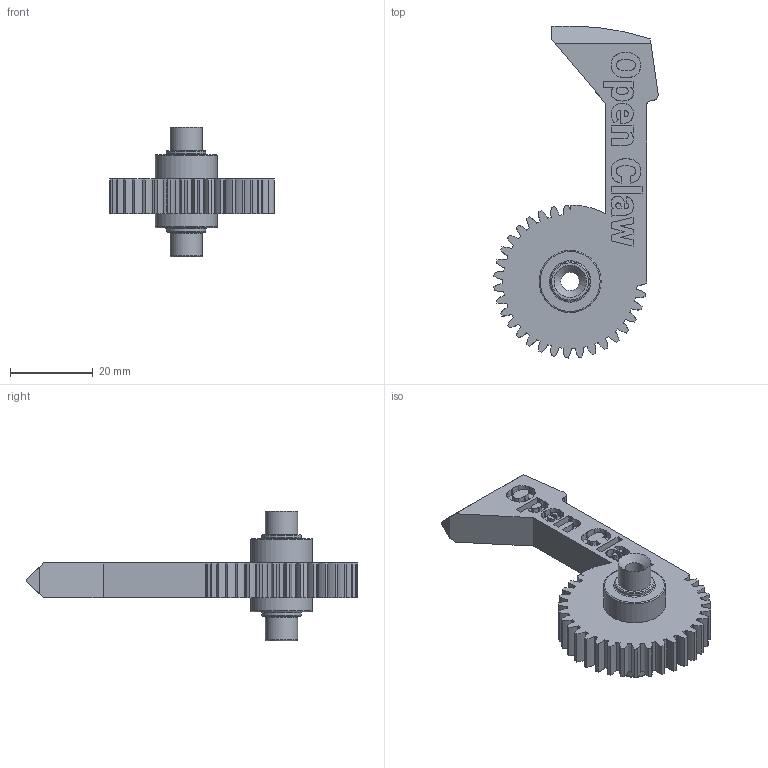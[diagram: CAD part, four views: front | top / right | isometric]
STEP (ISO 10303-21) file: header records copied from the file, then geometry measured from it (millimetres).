
FILE_DESCRIPTION(('FreeCAD Model'),'2;1');
FILE_NAME('Open CASCADE Shape Model','2024-11-07T14:43:31',(''),(''), 'Open CASCADE STEP processor 7.8','FreeCAD','Unknown');
FILE_SCHEMA(('AUTOMOTIVE_DESIGN { 1 0 10303 214 1 1 1 1 }'));
Length unit declared in the file: millimetre
Products named in the file (1): Claw Pincher Passive
Bounding box: 39.75 x 80.31 x 31.4 mm (x, y, z)
Volume: 14966.6 mm3; surface area: 7431.1 mm2
Topology: 1 solids, 1 shells, 350 faces, 991 edges, 660 vertices
Faces by surface type: extrusion 243, plane 85, cylinder 13, torus 8, cone 1
Full cylindrical faces by diameter (mm): 4.5 x2, 7.8 x2, 9.5 x2, 15 x2
Entity records: 14373 total; most frequent: CARTESIAN_POINT 6173, ORIENTED_EDGE 1982, DIRECTION 1014, EDGE_CURVE 991, B_SPLINE_CURVE_WITH_KNOTS 730, VECTOR 696, VERTEX_POINT 660, LINE 453
